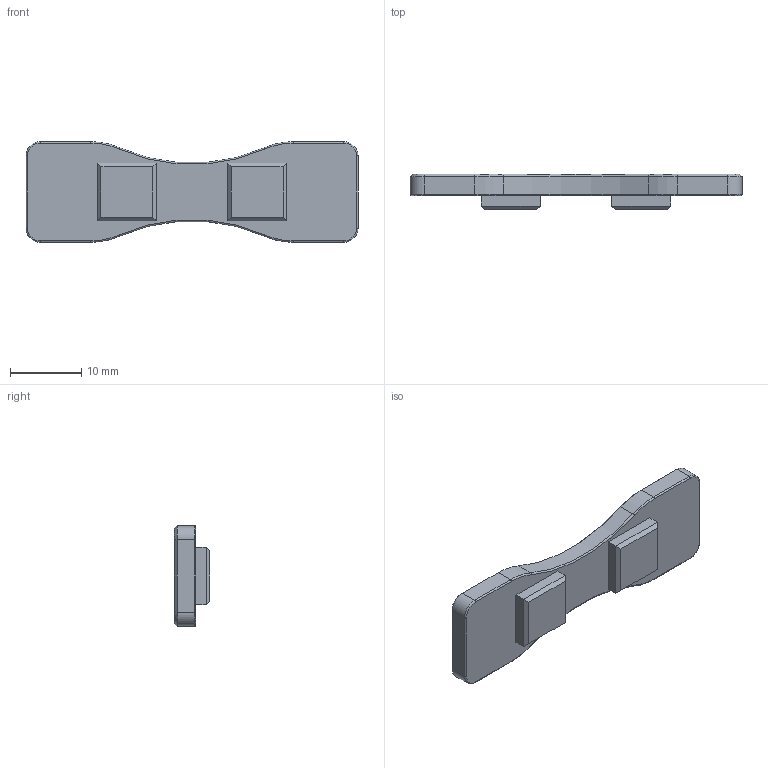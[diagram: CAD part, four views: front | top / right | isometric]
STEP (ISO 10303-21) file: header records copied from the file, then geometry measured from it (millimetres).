
FILE_DESCRIPTION(/* description */ (''),/* implementation_level */ '2;1');
FILE_NAME(/* name */ 'ZariboSpacerHelper-Idler-1x-2.0.step',/* time_stamp */ '2018-03-11T00:45:48+01:00',/* author */ (''),/* organization */ (''),/* preprocessor_version */ 'ST-DEVELOPER v16.13',/* originating_system */ 'Autodesk Translation Framework v6.5.0.72',/* authorisation */ '');
FILE_SCHEMA (('AUTOMOTIVE_DESIGN { 1 0 10303 214 3 1 1 }'));
Length unit declared in the file: millimetre
Products named in the file (1): ZariboSpacerHelper-Idler v1
Bounding box: 46.5 x 5 x 14.1 mm (x, y, z)
Volume: 1868.5 mm3; surface area: 1612.8 mm2
Topology: 1 solids, 1 shells, 173 faces, 446 edges, 284 vertices
Faces by surface type: bspline 87, plane 50, cylinder 16, cone 10, torus 10
Entity records: 9186 total; most frequent: CARTESIAN_POINT 5503, ORIENTED_EDGE 892, DIRECTION 502, EDGE_CURVE 446, VERTEX_POINT 284, LINE 216, VECTOR 216, EDGE_LOOP 182
